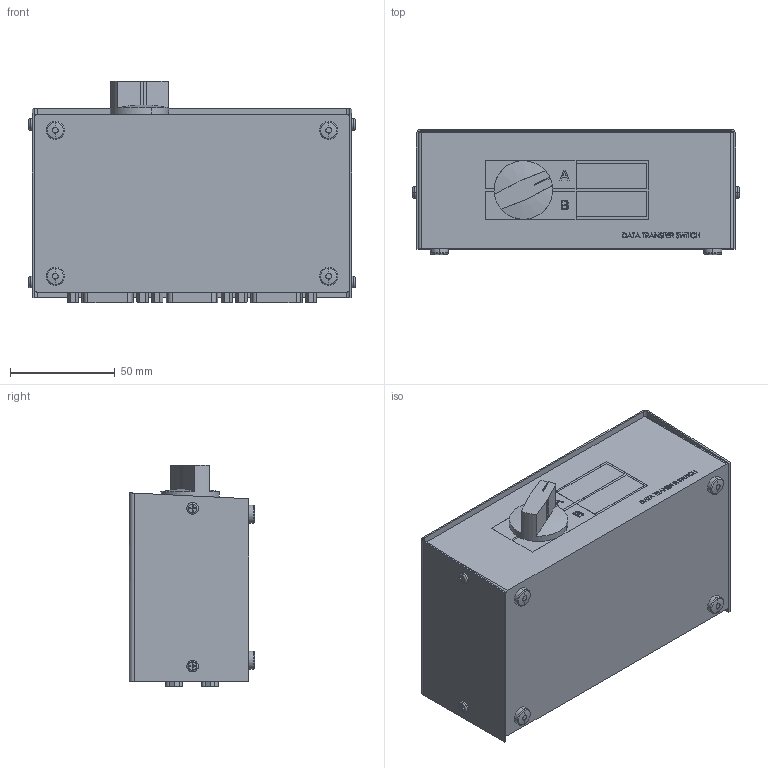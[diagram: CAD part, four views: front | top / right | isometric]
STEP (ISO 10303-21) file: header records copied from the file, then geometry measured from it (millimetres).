
FILE_DESCRIPTION (( 'STEP AP203' ), '1' );
FILE_NAME ('D8-4843.STEP', '2013-02-14T20:43:51', ( 'x' ), ( '' ), 'SwSTEP 2.0', 'SolidWorks 2012', '' );
FILE_SCHEMA (( 'CONFIG_CONTROL_DESIGN' ));
Length unit declared in the file: inch
Products named in the file (8): D8-4843; 3AA05-004_.200 HEX HEIGHT; SD15S; D8-4858-MA3; D8-4808-MA3; 3AA01-003_3AA01-003-375; D8-4843-MA1; D8-4843-MA2
Assembly tree (20 placements, depth 2):
  D8-4843
    D8-4843-MA2
    D8-4843-MA1
    3AA01-003_3AA01-003-375  x4
    D8-4808-MA3  x4
    D8-4858-MA3
    SD15S  x3
    3AA05-004_.200 HEX HEIGHT  x6
Bounding box: 155.96 x 59.94 x 105.97 mm (x, y, z)
Volume: 56948.6 mm3; surface area: 122575.6 mm2
Topology: 20 solids, 20 shells, 1882 faces, 4399 edges, 2719 vertices
Faces by surface type: plane 878, cylinder 578, cone 196, bspline 114, torus 92, sphere 24
Entity records: 32905 total; most frequent: CARTESIAN_POINT 10344, ORIENTED_EDGE 4498, DIRECTION 4215, EDGE_CURVE 2249, VECTOR 1493, LINE 1493, VERTEX_POINT 1440, AXIS2_PLACEMENT_3D 1361
